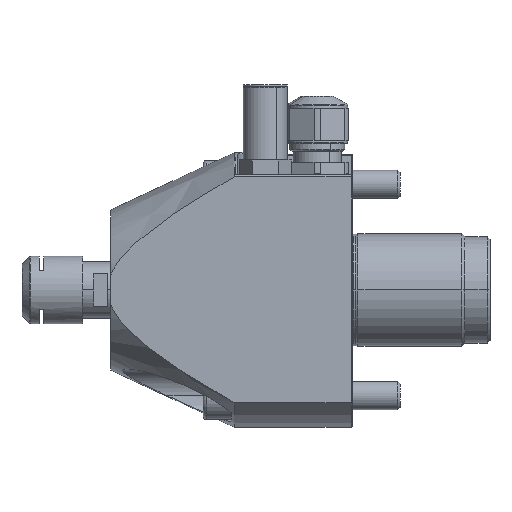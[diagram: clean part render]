
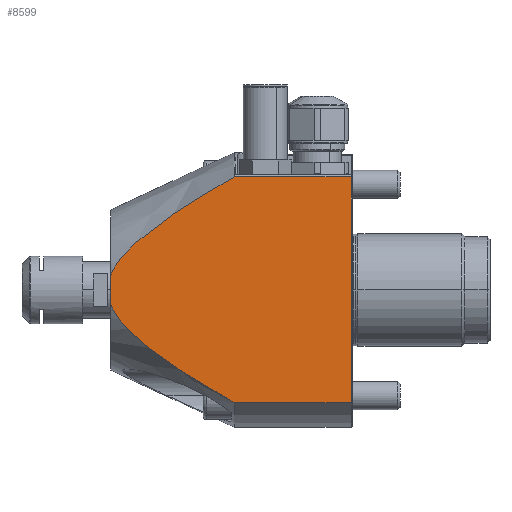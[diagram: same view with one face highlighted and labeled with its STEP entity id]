
A CAD part, top view. The second image highlights one B-rep face of the part: STEP entity #8599.
In plain terms, the highlighted planar face has unit normal (0, 0, 1).
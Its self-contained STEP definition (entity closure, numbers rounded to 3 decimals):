
#257 = CARTESIAN_POINT ( 'NONE',  ( -56.921, 9.794, 14. ) ) ;
#470 = ORIENTED_EDGE ( 'NONE', *, *, #8391, .F. ) ;
#473 = DIRECTION ( 'NONE',  ( -1., 0., 0. ) ) ;
#546 = CARTESIAN_POINT ( 'NONE',  ( -61.879, -4.712, 14. ) ) ;
#578 = CARTESIAN_POINT ( 'NONE',  ( -43.065, -18.933, 14. ) ) ;
#783 = VERTEX_POINT ( 'NONE', #6273 ) ;
#838 = AXIS2_PLACEMENT_3D ( 'NONE', #6354, #3326, #8668 ) ;
#1044 = CARTESIAN_POINT ( 'NONE',  ( -59.145, 7.833, 14. ) ) ;
#1323 = CARTESIAN_POINT ( 'NONE',  ( -60.788, -6.119, 14. ) ) ;
#1369 = ORIENTED_EDGE ( 'NONE', *, *, #7611, .F. ) ;
#1623 = VECTOR ( 'NONE', #7652, 1000. ) ;
#1791 = CARTESIAN_POINT ( 'NONE',  ( -41., 20.106, 14. ) ) ;
#1827 = CARTESIAN_POINT ( 'NONE',  ( -60.396, 6.559, 14. ) ) ;
#1905 = B_SPLINE_CURVE_WITH_KNOTS ( 'NONE', 3,
 ( #1791, #5600, #3324, #8666, #4092, #9452, #4875, #257, #5633, #1044, #6389, #1827, #7162, #2605, #7926, #3349, #8704, #4129 ),
 .UNSPECIFIED., .F., .F.,
 ( 4, 2, 2, 2, 2, 2, 2, 2, 4 ),
 ( 0., 0.007, 0.014, 0.018, 0.021, 0.023, 0.025, 0.027, 0.028 ),
 .UNSPECIFIED. ) ;
#2110 = CARTESIAN_POINT ( 'NONE',  ( -59.561, -7.43, 14. ) ) ;
#2287 = ORIENTED_EDGE ( 'NONE', *, *, #8220, .T. ) ;
#2568 = PLANE ( 'NONE',  #838 ) ;
#2571 = VECTOR ( 'NONE', #473, 1000. ) ;
#2605 = CARTESIAN_POINT ( 'NONE',  ( -61.531, 5.194, 14. ) ) ;
#2876 = CARTESIAN_POINT ( 'NONE',  ( -57.821, -9.051, 14. ) ) ;
#3054 = ORIENTED_EDGE ( 'NONE', *, *, #4150, .T. ) ;
#3173 = CARTESIAN_POINT ( 'NONE',  ( 0., -20.106, 14. ) ) ;
#3324 = CARTESIAN_POINT ( 'NONE',  ( -45.114, 17.736, 14. ) ) ;
#3326 = DIRECTION ( 'NONE',  ( 0., 0., 1. ) ) ;
#3349 = CARTESIAN_POINT ( 'NONE',  ( -62.502, 3.704, 14. ) ) ;
#3413 = LINE ( 'NONE', #6869, #1623 ) ;
#3586 = CARTESIAN_POINT ( 'NONE',  ( -63., -2.61, 14. ) ) ;
#3618 = CARTESIAN_POINT ( 'NONE',  ( -55.039, -11.254, 14. ) ) ;
#3749 = ORIENTED_EDGE ( 'NONE', *, *, #7647, .T. ) ;
#3838 = LINE ( 'NONE', #3173, #9473 ) ;
#4092 = CARTESIAN_POINT ( 'NONE',  ( -51.162, 13.983, 14. ) ) ;
#4129 = CARTESIAN_POINT ( 'NONE',  ( -63., 2.61, 14. ) ) ;
#4150 = EDGE_CURVE ( 'NONE', #783, #6754, #1905, .T. ) ;
#4332 = VERTEX_POINT ( 'NONE', #7400 ) ;
#4412 = CARTESIAN_POINT ( 'NONE',  ( -51.168, -13.979, 14. ) ) ;
#4875 = CARTESIAN_POINT ( 'NONE',  ( -55.048, 11.248, 14. ) ) ;
#5148 = CARTESIAN_POINT ( 'NONE',  ( -62.502, -3.704, 14. ) ) ;
#5179 = CARTESIAN_POINT ( 'NONE',  ( -45.115, -17.735, 14. ) ) ;
#5271 = CARTESIAN_POINT ( 'NONE',  ( -41., -20.106, 14. ) ) ;
#5364 = VERTEX_POINT ( 'NONE', #5271 ) ;
#5403 = LINE ( 'NONE', #5502, #9224 ) ;
#5502 = CARTESIAN_POINT ( 'NONE',  ( -20.2, 20.106, 14. ) ) ;
#5600 = CARTESIAN_POINT ( 'NONE',  ( -43.064, 18.933, 14. ) ) ;
#5633 = CARTESIAN_POINT ( 'NONE',  ( -57.835, 9.039, 14. ) ) ;
#5905 = CARTESIAN_POINT ( 'NONE',  ( -61.532, -5.192, 14. ) ) ;
#5939 = CARTESIAN_POINT ( 'NONE',  ( -41., -20.106, 14. ) ) ;
#5954 = ORIENTED_EDGE ( 'NONE', *, *, #9798, .T. ) ;
#6273 = CARTESIAN_POINT ( 'NONE',  ( -41., 20.106, 14. ) ) ;
#6354 = CARTESIAN_POINT ( 'NONE',  ( 0., 20.106, 14. ) ) ;
#6389 = CARTESIAN_POINT ( 'NONE',  ( -59.573, 7.418, 14. ) ) ;
#6486 = CARTESIAN_POINT ( 'NONE',  ( -63., 2.61, 14. ) ) ;
#6560 = CARTESIAN_POINT ( 'NONE',  ( 0., 20.106, 14. ) ) ;
#6668 = CARTESIAN_POINT ( 'NONE',  ( -60.39, -6.566, 14. ) ) ;
#6754 = VERTEX_POINT ( 'NONE', #6486 ) ;
#6845 = CARTESIAN_POINT ( 'NONE',  ( -20.2, 20.106, 14. ) ) ;
#6869 = CARTESIAN_POINT ( 'NONE',  ( -63., 20.106, 14. ) ) ;
#6999 = DIRECTION ( 'NONE',  ( -1., 0., 0. ) ) ;
#7091 = LINE ( 'NONE', #6560, #2571 ) ;
#7162 = CARTESIAN_POINT ( 'NONE',  ( -60.79, 6.116, 14. ) ) ;
#7400 = CARTESIAN_POINT ( 'NONE',  ( -63., -2.61, 14. ) ) ;
#7449 = CARTESIAN_POINT ( 'NONE',  ( -59.133, -7.845, 14. ) ) ;
#7611 = EDGE_CURVE ( 'NONE', #9196, #5364, #3838, .T. ) ;
#7647 = EDGE_CURVE ( 'NONE', #9196, #7918, #5403, .T. ) ;
#7652 = DIRECTION ( 'NONE',  ( 0., 1., 0. ) ) ;
#7837 = FACE_OUTER_BOUND ( 'NONE', #8968, .T. ) ;
#7915 = CARTESIAN_POINT ( 'NONE',  ( -20.2, -20.106, 14. ) ) ;
#7918 = VERTEX_POINT ( 'NONE', #6845 ) ;
#7926 = CARTESIAN_POINT ( 'NONE',  ( -61.878, 4.715, 14. ) ) ;
#8124 = B_SPLINE_CURVE_WITH_KNOTS ( 'NONE', 3,
 ( #3586, #8167, #5148, #546, #5905, #1323, #6668, #2110, #7449, #2876, #8199, #3618, #8974, #4412, #9755, #5179, #578, #5939 ),
 .UNSPECIFIED., .F., .F.,
 ( 4, 2, 2, 2, 2, 2, 2, 2, 4 ),
 ( 0., 0.002, 0.004, 0.005, 0.007, 0.011, 0.014, 0.021, 0.028 ),
 .UNSPECIFIED. ) ;
#8167 = CARTESIAN_POINT ( 'NONE',  ( -62.778, -3.175, 14. ) ) ;
#8199 = CARTESIAN_POINT ( 'NONE',  ( -56.908, -9.804, 14. ) ) ;
#8220 = EDGE_CURVE ( 'NONE', #4332, #5364, #8124, .T. ) ;
#8391 = EDGE_CURVE ( 'NONE', #4332, #6754, #3413, .T. ) ;
#8542 = DIRECTION ( 'NONE',  ( 0., 1., 0. ) ) ;
#8599 = ADVANCED_FACE ( 'NONE', ( #7837 ), #2568, .T. ) ;
#8666 = CARTESIAN_POINT ( 'NONE',  ( -49.162, 15.26, 14. ) ) ;
#8668 = DIRECTION ( 'NONE',  ( 0., -1., 0. ) ) ;
#8704 = CARTESIAN_POINT ( 'NONE',  ( -62.78, 3.169, 14. ) ) ;
#8968 = EDGE_LOOP ( 'NONE', ( #1369, #3749, #5954, #3054, #470, #2287 ) ) ;
#8974 = CARTESIAN_POINT ( 'NONE',  ( -54.082, -11.95, 14. ) ) ;
#9196 = VERTEX_POINT ( 'NONE', #7915 ) ;
#9224 = VECTOR ( 'NONE', #8542, 1000. ) ;
#9452 = CARTESIAN_POINT ( 'NONE',  ( -54.087, 11.946, 14. ) ) ;
#9473 = VECTOR ( 'NONE', #6999, 1000. ) ;
#9755 = CARTESIAN_POINT ( 'NONE',  ( -49.167, -15.258, 14. ) ) ;
#9798 = EDGE_CURVE ( 'NONE', #7918, #783, #7091, .T. ) ;
